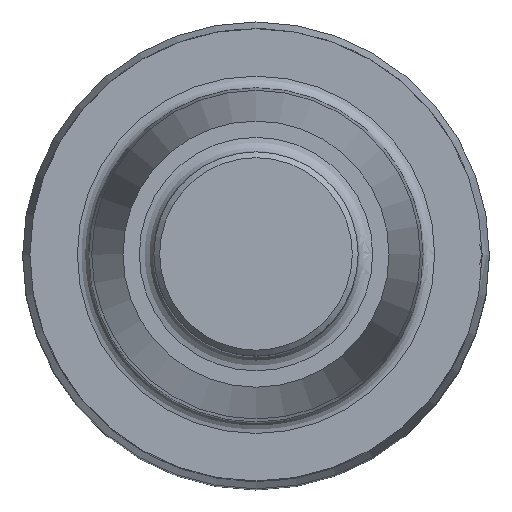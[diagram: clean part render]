
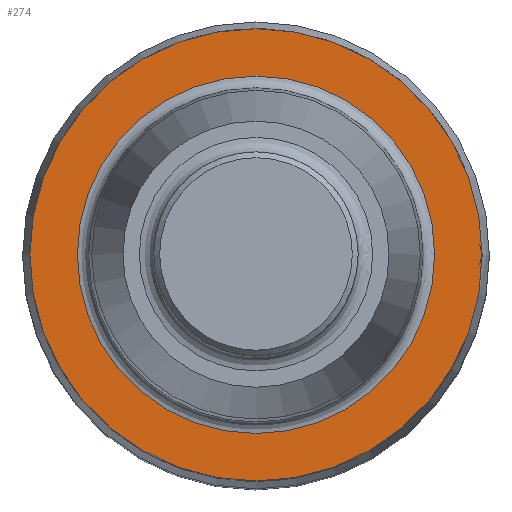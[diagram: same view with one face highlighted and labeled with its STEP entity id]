
A CAD part, top view. The second image highlights one B-rep face of the part: STEP entity #274.
In plain terms, the highlighted free-form (B-spline) face has degree [1, 1] with [2, 2] control points.
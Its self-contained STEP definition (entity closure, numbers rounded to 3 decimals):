
#8 = VERTEX_POINT('', #9);
#9 = CARTESIAN_POINT('', (7.75, 0., 0.));
#25 = EDGE_CURVE('', #8, #8, #26, .T.);
#26 = CIRCLE('', #27, 7.75);
#27 = AXIS2_PLACEMENT_3D('', #28, #29, #30);
#28 = CARTESIAN_POINT('', (0., 0., 0.));
#29 = DIRECTION('', (0., 0., 1.));
#30 = DIRECTION('', (1., 0., 0.));
#274 = ADVANCED_FACE('', (#275, #278), #289, .T.);
#275 = FACE_OUTER_BOUND('', #276, .T.);
#276 = EDGE_LOOP('', (#277));
#277 = ORIENTED_EDGE('', *, *, #25, .T.);
#278 = FACE_BOUND('', #279, .T.);
#279 = EDGE_LOOP('', (#280));
#280 = ORIENTED_EDGE('', *, *, #281, .T.);
#281 = EDGE_CURVE('', #282, #282, #284, .T.);
#282 = VERTEX_POINT('', #283);
#283 = CARTESIAN_POINT('', (6.124, 0., 0.));
#284 = CIRCLE('', #285, 6.124);
#285 = AXIS2_PLACEMENT_3D('', #286, #287, #288);
#286 = CARTESIAN_POINT('', (0., 0., 0.));
#287 = DIRECTION('', (0., 0., -1.));
#288 = DIRECTION('', (1., 0., 0.));
#289 = B_SPLINE_SURFACE_WITH_KNOTS('', 1, 1, ((#290, #291), (#292, #293)), .UNSPECIFIED., .F., .F., .U., (2, 2), (2, 2), (-7.751, 7.751), (-15.501, 0.001), .UNSPECIFIED.);
#290 = CARTESIAN_POINT('', (-7.751, -7.751, 0.));
#291 = CARTESIAN_POINT('', (-7.751, 7.751, 0.));
#292 = CARTESIAN_POINT('', (7.751, -7.751, 0.));
#293 = CARTESIAN_POINT('', (7.751, 7.751, 0.));
